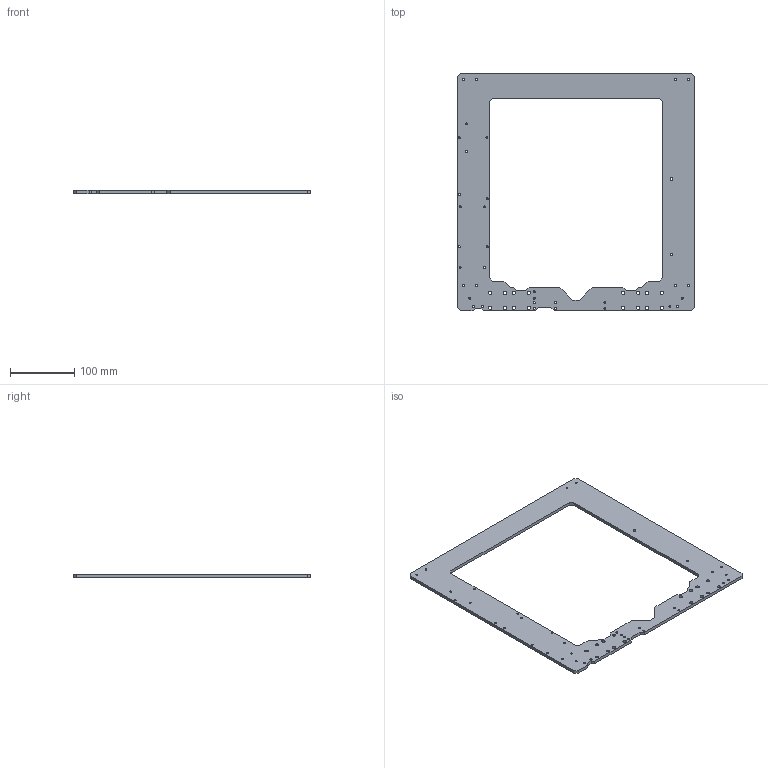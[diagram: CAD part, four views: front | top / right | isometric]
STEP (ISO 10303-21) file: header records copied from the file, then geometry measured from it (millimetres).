
FILE_DESCRIPTION(('FreeCAD Model'),'2;1');
FILE_NAME('Open CASCADE Shape Model','2024-07-15T00:52:25',(''),(''), 'Open CASCADE STEP processor 7.6','FreeCAD','Unknown');
FILE_SCHEMA(('AUTOMOTIVE_DESIGN { 1 0 10303 214 1 1 1 1 }'));
Length unit declared in the file: millimetre
Products named in the file (1): Frame
Bounding box: 370 x 370 x 5 mm (x, y, z)
Volume: 283252.1 mm3; surface area: 129375.3 mm2
Topology: 1 solids, 1 shells, 94 faces, 276 edges, 184 vertices
Faces by surface type: cylinder 52, plane 42
Full cylindrical faces by diameter (mm): 3 x22, 3.2 x12, 4.2 x2, 5.1 x16
Entity records: 3398 total; most frequent: DIRECTION 570, CARTESIAN_POINT 555, ORIENTED_EDGE 552, EDGE_CURVE 276, FACE_BOUND 200, EDGE_LOOP 200, AXIS2_PLACEMENT_3D 199, VERTEX_POINT 184
